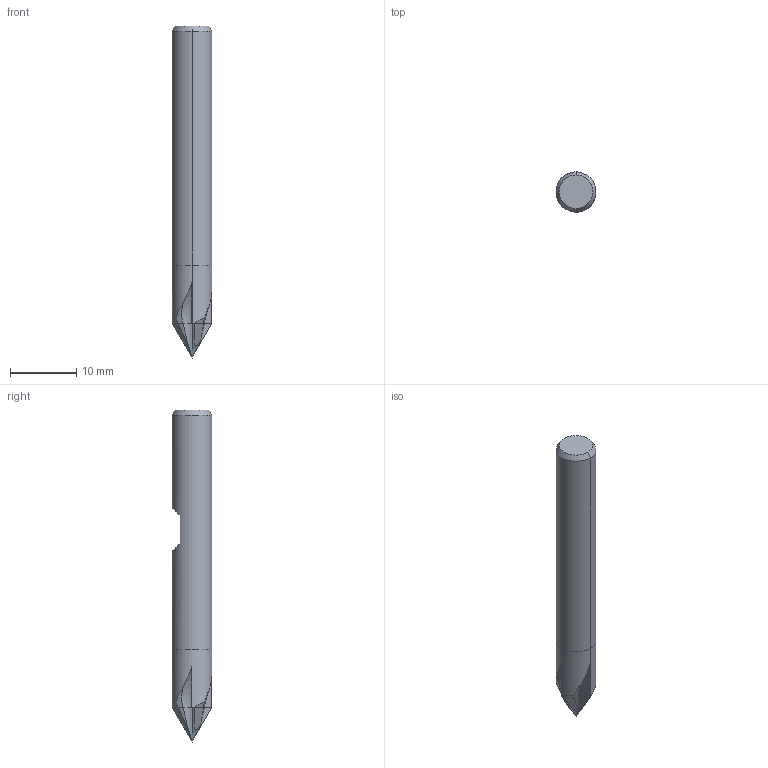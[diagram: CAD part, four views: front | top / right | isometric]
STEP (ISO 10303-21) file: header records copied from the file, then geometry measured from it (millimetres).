
FILE_DESCRIPTION(('no description'),'unknown implementation level');
FILE_NAME('BCU1-M09-0104-6-Detail.stp',' ',('CIMSOURCE GmbH'),('CADClick - KiM GmbH - www.kimweb.de'),'unknown preprocess','ACIS','unknown authorization');
FILE_SCHEMA(('automotive_design'));
Length unit declared in the file: millimetre
Products named in the file (5): NOCUT; 1; 2; 3; 4
Bounding box: 6 x 6 x 50 mm (x, y, z)
Volume: 1236.8 mm3; surface area: 1061.8 mm2
Topology: 5 solids, 5 shells, 62 faces, 153 edges, 98 vertices
Faces by surface type: plane 42, cylinder 8, cone 8, torus 4
Entity records: 3786 total; most frequent: CARTESIAN_POINT 490, DIRECTION 315, STYLED_ITEM 314, PRESENTATION_STYLE_ASSIGNMENT 314, COLOUR_RGB 314, ORIENTED_EDGE 298, EDGE_CURVE 149, CURVE_STYLE 149
